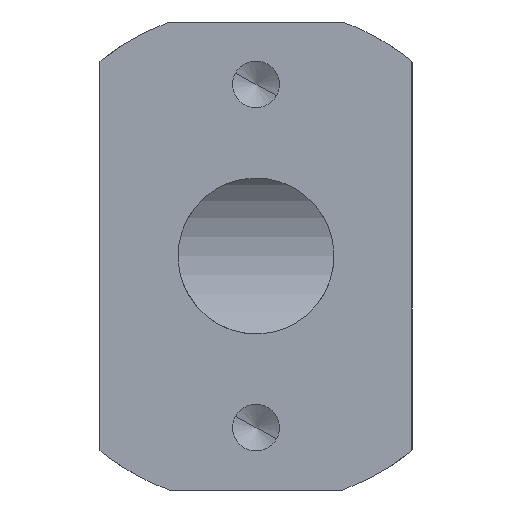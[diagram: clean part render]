
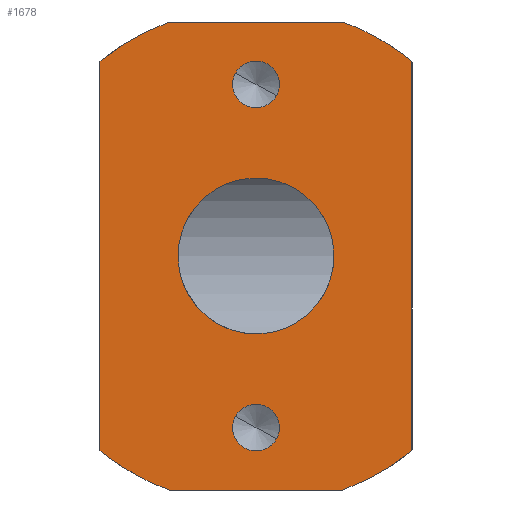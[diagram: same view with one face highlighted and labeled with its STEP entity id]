
A CAD part, left-side view. The second image highlights one B-rep face of the part: STEP entity #1678.
In plain terms, the highlighted planar face has unit normal (-1, 0, 0).
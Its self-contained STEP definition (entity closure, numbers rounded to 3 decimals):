
#614=CARTESIAN_POINT('Vertex',(0.,-5.,-6.245)) ;
#621=CARTESIAN_POINT('Vertex',(0.,-5.,6.245)) ;
#624=CARTESIAN_POINT('Line Origine',(0.,-5.,0.)) ;
#699=CARTESIAN_POINT('Vertex',(0.,5.,6.245)) ;
#706=CARTESIAN_POINT('Vertex',(0.,5.,-6.245)) ;
#709=CARTESIAN_POINT('Line Origine',(0.,5.,0.)) ;
#780=CARTESIAN_POINT('Axis2P3D Location',(0.,0.,0.)) ;
#784=CARTESIAN_POINT('Vertex',(0.,2.784,7.5)) ;
#804=CARTESIAN_POINT('Line Origine',(0.,0.,7.5)) ;
#808=CARTESIAN_POINT('Vertex',(0.,-2.784,7.5)) ;
#841=CARTESIAN_POINT('Axis2P3D Location',(0.,0.,0.)) ;
#845=CARTESIAN_POINT('Vertex',(0.,-3.835,7.021)) ;
#860=CARTESIAN_POINT('Axis2P3D Location',(0.,0.,0.)) ;
#872=CARTESIAN_POINT('Axis2P3D Location',(0.,0.,0.)) ;
#876=CARTESIAN_POINT('Vertex',(0.,-2.784,-7.5)) ;
#896=CARTESIAN_POINT('Line Origine',(0.,0.,-7.5)) ;
#900=CARTESIAN_POINT('Vertex',(0.,2.784,-7.5)) ;
#933=CARTESIAN_POINT('Axis2P3D Location',(0.,0.,0.)) ;
#937=CARTESIAN_POINT('Vertex',(0.,3.835,-7.021)) ;
#952=CARTESIAN_POINT('Axis2P3D Location',(0.,0.,0.)) ;
#1334=CARTESIAN_POINT('Vertex',(0.,1.199,-2.194)) ;
#1337=CARTESIAN_POINT('Axis2P3D Location',(0.,0.,0.)) ;
#1341=CARTESIAN_POINT('Vertex',(0.,-1.199,2.194)) ;
#1365=CARTESIAN_POINT('Axis2P3D Location',(0.,0.,-5.5)) ;
#1369=CARTESIAN_POINT('Vertex',(0.,0.658,-5.14)) ;
#1371=CARTESIAN_POINT('Vertex',(0.,-0.658,-5.86)) ;
#1400=CARTESIAN_POINT('Axis2P3D Location',(0.,0.,-5.5)) ;
#1422=CARTESIAN_POINT('Axis2P3D Location',(0.,0.,5.5)) ;
#1426=CARTESIAN_POINT('Vertex',(0.,0.658,5.86)) ;
#1428=CARTESIAN_POINT('Vertex',(0.,-0.658,5.14)) ;
#1457=CARTESIAN_POINT('Axis2P3D Location',(0.,0.,5.5)) ;
#1532=CARTESIAN_POINT('Axis2P3D Location',(0.,0.,0.)) ;
#1649=CARTESIAN_POINT('Axis2P3D Location',(0.,0.,8.)) ;
#625=DIRECTION('Vector Direction',(0.,0.,1.)) ;
#710=DIRECTION('Vector Direction',(0.,0.,-1.)) ;
#781=DIRECTION('Axis2P3D Direction',(1.,0.,0.)) ;
#805=DIRECTION('Vector Direction',(0.,-1.,0.)) ;
#842=DIRECTION('Axis2P3D Direction',(1.,0.,0.)) ;
#861=DIRECTION('Axis2P3D Direction',(1.,0.,0.)) ;
#873=DIRECTION('Axis2P3D Direction',(1.,0.,0.)) ;
#897=DIRECTION('Vector Direction',(0.,1.,0.)) ;
#934=DIRECTION('Axis2P3D Direction',(1.,0.,0.)) ;
#953=DIRECTION('Axis2P3D Direction',(1.,0.,0.)) ;
#1338=DIRECTION('Axis2P3D Direction',(1.,0.,0.)) ;
#1366=DIRECTION('Axis2P3D Direction',(1.,0.,0.)) ;
#1401=DIRECTION('Axis2P3D Direction',(1.,0.,0.)) ;
#1423=DIRECTION('Axis2P3D Direction',(1.,-0.,0.)) ;
#1458=DIRECTION('Axis2P3D Direction',(1.,-0.,0.)) ;
#1533=DIRECTION('Axis2P3D Direction',(1.,0.,0.)) ;
#1650=DIRECTION('Axis2P3D Direction',(1.,0.,0.)) ;
#1651=DIRECTION('Axis2P3D XDirection',(0.,1.,0.)) ;
#782=AXIS2_PLACEMENT_3D('Circle Axis2P3D',#780,#781,$) ;
#843=AXIS2_PLACEMENT_3D('Circle Axis2P3D',#841,#842,$) ;
#862=AXIS2_PLACEMENT_3D('Circle Axis2P3D',#860,#861,$) ;
#874=AXIS2_PLACEMENT_3D('Circle Axis2P3D',#872,#873,$) ;
#935=AXIS2_PLACEMENT_3D('Circle Axis2P3D',#933,#934,$) ;
#954=AXIS2_PLACEMENT_3D('Circle Axis2P3D',#952,#953,$) ;
#1339=AXIS2_PLACEMENT_3D('Circle Axis2P3D',#1337,#1338,$) ;
#1367=AXIS2_PLACEMENT_3D('Circle Axis2P3D',#1365,#1366,$) ;
#1402=AXIS2_PLACEMENT_3D('Circle Axis2P3D',#1400,#1401,$) ;
#1424=AXIS2_PLACEMENT_3D('Circle Axis2P3D',#1422,#1423,$) ;
#1459=AXIS2_PLACEMENT_3D('Circle Axis2P3D',#1457,#1458,$) ;
#1534=AXIS2_PLACEMENT_3D('Circle Axis2P3D',#1532,#1533,$) ;
#1652=AXIS2_PLACEMENT_3D('Plane Axis2P3D',#1649,#1650,#1651) ;
#1655=ORIENTED_EDGE('',*,*,#628,.T.) ;
#1656=ORIENTED_EDGE('',*,*,#864,.F.) ;
#1657=ORIENTED_EDGE('',*,*,#847,.F.) ;
#1658=ORIENTED_EDGE('',*,*,#810,.T.) ;
#1659=ORIENTED_EDGE('',*,*,#786,.F.) ;
#1660=ORIENTED_EDGE('',*,*,#713,.T.) ;
#1661=ORIENTED_EDGE('',*,*,#956,.F.) ;
#1662=ORIENTED_EDGE('',*,*,#939,.F.) ;
#1663=ORIENTED_EDGE('',*,*,#902,.T.) ;
#1664=ORIENTED_EDGE('',*,*,#878,.F.) ;
#1667=ORIENTED_EDGE('',*,*,#1404,.T.) ;
#1668=ORIENTED_EDGE('',*,*,#1373,.T.) ;
#1671=ORIENTED_EDGE('',*,*,#1461,.T.) ;
#1672=ORIENTED_EDGE('',*,*,#1430,.T.) ;
#1675=ORIENTED_EDGE('',*,*,#1536,.T.) ;
#1676=ORIENTED_EDGE('',*,*,#1343,.T.) ;
#1669=FACE_BOUND('',#1666,.T.) ;
#1673=FACE_BOUND('',#1670,.T.) ;
#1677=FACE_BOUND('',#1674,.T.) ;
#626=VECTOR('Line Direction',#625,1.) ;
#711=VECTOR('Line Direction',#710,1.) ;
#806=VECTOR('Line Direction',#805,1.) ;
#898=VECTOR('Line Direction',#897,1.) ;
#1678=ADVANCED_FACE('PartBody',(#1665,#1669,#1673,#1677),#1653,.F.) ;
#783=CIRCLE('generated circle',#782,8.) ;
#844=CIRCLE('generated circle',#843,8.) ;
#863=CIRCLE('generated circle',#862,8.) ;
#875=CIRCLE('generated circle',#874,8.) ;
#936=CIRCLE('generated circle',#935,8.) ;
#955=CIRCLE('generated circle',#954,8.) ;
#1340=CIRCLE('generated circle',#1339,2.5) ;
#1368=CIRCLE('generated circle',#1367,0.75) ;
#1403=CIRCLE('generated circle',#1402,0.75) ;
#1425=CIRCLE('generated circle',#1424,0.75) ;
#1460=CIRCLE('generated circle',#1459,0.75) ;
#1535=CIRCLE('generated circle',#1534,2.5) ;
#628=EDGE_CURVE('',#615,#622,#627,.T.) ;
#713=EDGE_CURVE('',#700,#707,#712,.T.) ;
#786=EDGE_CURVE('',#700,#785,#783,.T.) ;
#810=EDGE_CURVE('',#809,#785,#807,.F.) ;
#847=EDGE_CURVE('',#809,#846,#844,.T.) ;
#864=EDGE_CURVE('',#846,#622,#863,.T.) ;
#878=EDGE_CURVE('',#615,#877,#875,.T.) ;
#902=EDGE_CURVE('',#901,#877,#899,.F.) ;
#939=EDGE_CURVE('',#901,#938,#936,.T.) ;
#956=EDGE_CURVE('',#938,#707,#955,.T.) ;
#1343=EDGE_CURVE('',#1342,#1335,#1340,.T.) ;
#1373=EDGE_CURVE('',#1370,#1372,#1368,.T.) ;
#1404=EDGE_CURVE('',#1372,#1370,#1403,.T.) ;
#1430=EDGE_CURVE('',#1427,#1429,#1425,.T.) ;
#1461=EDGE_CURVE('',#1429,#1427,#1460,.T.) ;
#1536=EDGE_CURVE('',#1335,#1342,#1535,.T.) ;
#1654=EDGE_LOOP('',(#1655,#1656,#1657,#1658,#1659,#1660,#1661,#1662,#1663,#1664)) ;
#1666=EDGE_LOOP('',(#1667,#1668)) ;
#1670=EDGE_LOOP('',(#1671,#1672)) ;
#1674=EDGE_LOOP('',(#1675,#1676)) ;
#1665=FACE_OUTER_BOUND('',#1654,.T.) ;
#627=LINE('Line',#624,#626) ;
#712=LINE('Line',#709,#711) ;
#807=LINE('Line',#804,#806) ;
#899=LINE('Line',#896,#898) ;
#1653=PLANE('Plane',#1652) ;
#615=VERTEX_POINT('',#614) ;
#622=VERTEX_POINT('',#621) ;
#700=VERTEX_POINT('',#699) ;
#707=VERTEX_POINT('',#706) ;
#785=VERTEX_POINT('',#784) ;
#809=VERTEX_POINT('',#808) ;
#846=VERTEX_POINT('',#845) ;
#877=VERTEX_POINT('',#876) ;
#901=VERTEX_POINT('',#900) ;
#938=VERTEX_POINT('',#937) ;
#1335=VERTEX_POINT('',#1334) ;
#1342=VERTEX_POINT('',#1341) ;
#1370=VERTEX_POINT('',#1369) ;
#1372=VERTEX_POINT('',#1371) ;
#1427=VERTEX_POINT('',#1426) ;
#1429=VERTEX_POINT('',#1428) ;
